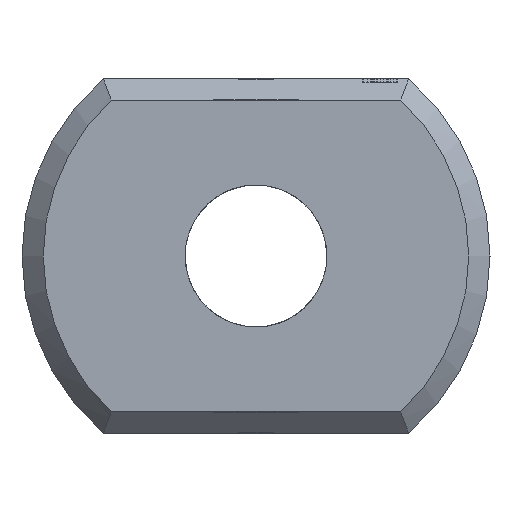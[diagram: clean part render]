
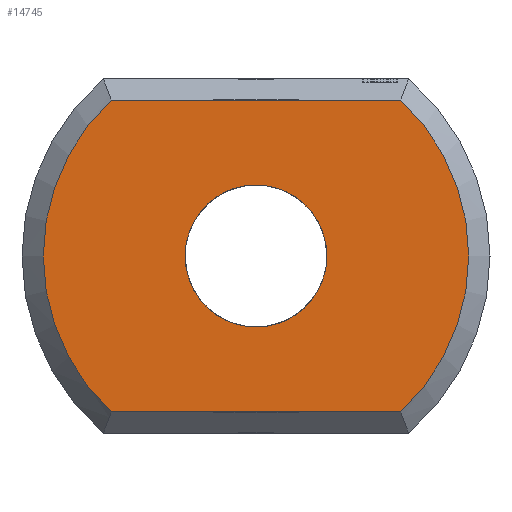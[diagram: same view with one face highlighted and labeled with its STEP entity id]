
A CAD part, left-side view. The second image highlights one B-rep face of the part: STEP entity #14745.
In plain terms, the highlighted planar face has unit normal (-1, 0, 0).
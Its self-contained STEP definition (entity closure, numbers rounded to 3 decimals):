
#3659 = VERTEX_POINT('',#3660);
#3660 = CARTESIAN_POINT('',(0.,-2.04,2.2));
#3669 = VERTEX_POINT('',#3670);
#3670 = CARTESIAN_POINT('',(0.,-2.04,-2.2));
#3677 = EDGE_CURVE('',#3659,#3669,#3678,.T.);
#3678 = CIRCLE('',#3679,3.);
#3679 = AXIS2_PLACEMENT_3D('',#3680,#3681,#3682);
#3680 = CARTESIAN_POINT('',(0.,0.,0.));
#3681 = DIRECTION('',(1.,0.,0.));
#3682 = DIRECTION('',(0.,-0.653,0.758)
  );
#4460 = VERTEX_POINT('',#4461);
#4461 = CARTESIAN_POINT('',(0.,2.04,2.2));
#4468 = EDGE_CURVE('',#3659,#4460,#4469,.T.);
#4469 = LINE('',#4470,#4471);
#4470 = CARTESIAN_POINT('',(0.,-2.154,2.2));
#4471 = VECTOR('',#4472,1.);
#4472 = DIRECTION('',(0.,1.,0.));
#14745 = ADVANCED_FACE('',(#14746,#14765),#14776,.F.);
#14746 = FACE_BOUND('',#14747,.F.);
#14747 = EDGE_LOOP('',(#14748,#14757,#14758,#14759));
#14748 = ORIENTED_EDGE('',*,*,#14749,.T.);
#14749 = EDGE_CURVE('',#14750,#4460,#14752,.T.);
#14750 = VERTEX_POINT('',#14751);
#14751 = CARTESIAN_POINT('',(0.,2.04,-2.2));
#14752 = CIRCLE('',#14753,3.);
#14753 = AXIS2_PLACEMENT_3D('',#14754,#14755,#14756);
#14754 = CARTESIAN_POINT('',(0.,0.,0.));
#14755 = DIRECTION('',(1.,0.,0.));
#14756 = DIRECTION('',(0.,0.653,-0.758)
  );
#14757 = ORIENTED_EDGE('',*,*,#4468,.F.);
#14758 = ORIENTED_EDGE('',*,*,#3677,.T.);
#14759 = ORIENTED_EDGE('',*,*,#14760,.T.);
#14760 = EDGE_CURVE('',#3669,#14750,#14761,.T.);
#14761 = LINE('',#14762,#14763);
#14762 = CARTESIAN_POINT('',(0.,-2.154,-2.2));
#14763 = VECTOR('',#14764,1.);
#14764 = DIRECTION('',(0.,1.,0.));
#14765 = FACE_BOUND('',#14766,.T.);
#14766 = EDGE_LOOP('',(#14767));
#14767 = ORIENTED_EDGE('',*,*,#14768,.T.);
#14768 = EDGE_CURVE('',#14769,#14769,#14771,.T.);
#14769 = VERTEX_POINT('',#14770);
#14770 = CARTESIAN_POINT('',(0.,1.,0.)
  );
#14771 = CIRCLE('',#14772,1.);
#14772 = AXIS2_PLACEMENT_3D('',#14773,#14774,#14775);
#14773 = CARTESIAN_POINT('',(0.,0.,0.));
#14774 = DIRECTION('',(1.,0.,0.));
#14775 = DIRECTION('',(0.,1.,0.));
#14776 = PLANE('',#14777);
#14777 = AXIS2_PLACEMENT_3D('',#14778,#14779,#14780);
#14778 = CARTESIAN_POINT('',(0.,0.,0.));
#14779 = DIRECTION('',(1.,0.,0.));
#14780 = DIRECTION('',(0.,0.,1.));
